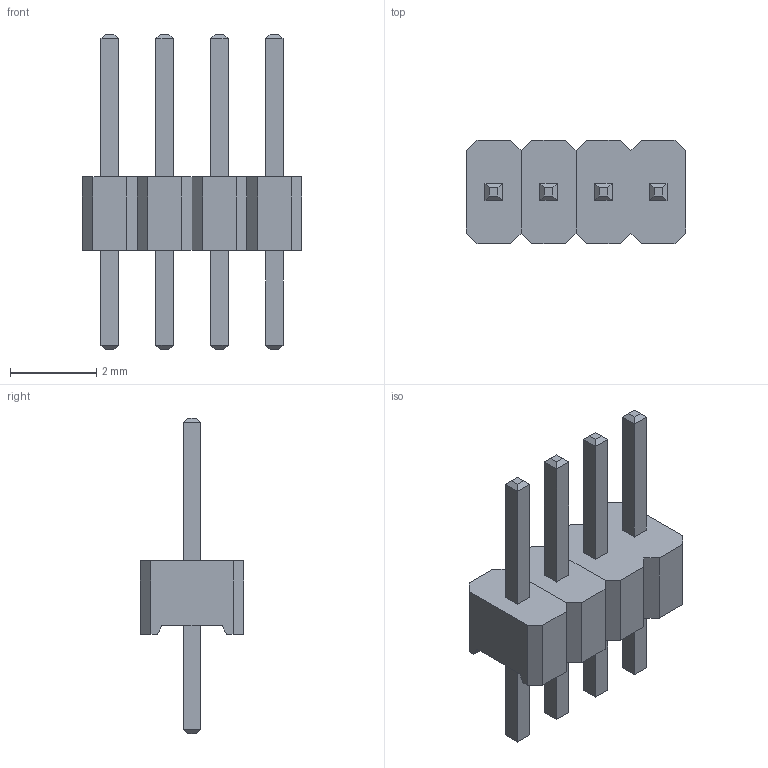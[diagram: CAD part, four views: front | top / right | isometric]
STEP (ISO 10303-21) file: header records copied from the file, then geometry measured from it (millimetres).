
FILE_DESCRIPTION (( 'STEP AP214' ), '1' );
FILE_NAME ('CON4L1_27_TV.STEP', '2020-04-13T14:24:22', ( '' ), ( '' ), 'SwSTEP 2.0', 'SolidWorks 2017', '' );
FILE_SCHEMA (( 'AUTOMOTIVE_DESIGN' ));
Length unit declared in the file: millimetre
Products named in the file (2): CON4L1_27_TV
Bounding box: 5.08 x 2.4 x 7.3 mm (x, y, z)
Volume: 22 mm3; surface area: 112.9 mm2
Topology: 6 solids, 6 shells, 120 faces, 286 edges, 180 vertices
Faces by surface type: plane 120
Entity records: 4780 total; most frequent: CARTESIAN_POINT 588, ORIENTED_EDGE 572, DIRECTION 530, EDGE_CURVE 286, LINE 286, VECTOR 286, VERTEX_POINT 180, EDGE_LOOP 128
